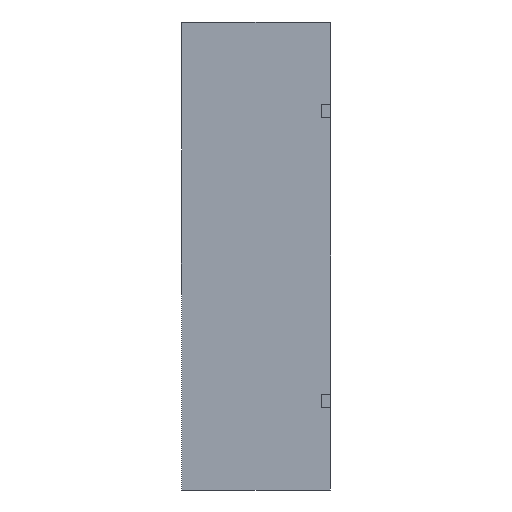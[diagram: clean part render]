
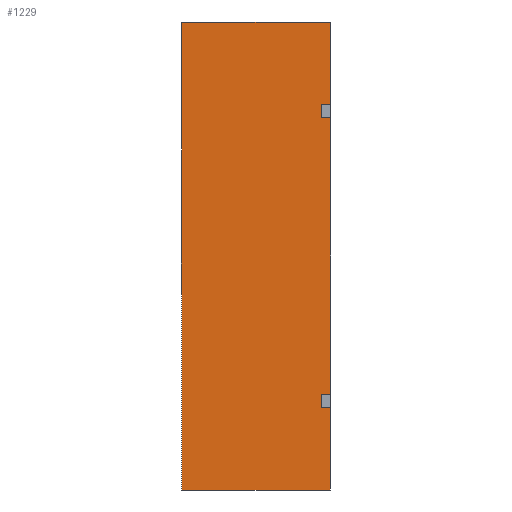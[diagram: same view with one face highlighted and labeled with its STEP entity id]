
A CAD part, left-side view. The second image highlights one B-rep face of the part: STEP entity #1229.
In plain terms, the highlighted planar face has unit normal (-1, 0, 0).
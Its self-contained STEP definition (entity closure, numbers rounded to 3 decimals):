
#95 = EDGE_CURVE ( 'NONE', #201, #1031, #1526, .T. ) ;
#132 = LINE ( 'NONE', #1413, #212 ) ;
#137 = CARTESIAN_POINT ( 'NONE',  ( 0., 0., 0. ) ) ;
#139 = EDGE_CURVE ( 'NONE', #818, #1317, #1971, .T. ) ;
#168 = CARTESIAN_POINT ( 'NONE',  ( 0., 0.115, -1.292 ) ) ;
#171 = CARTESIAN_POINT ( 'NONE',  ( 0., 0., 0. ) ) ;
#181 = DIRECTION ( 'NONE',  ( 0., -1., 0. ) ) ;
#192 = ORIENTED_EDGE ( 'NONE', *, *, #908, .F. ) ;
#201 = VERTEX_POINT ( 'NONE', #168 ) ;
#212 = VECTOR ( 'NONE', #2116, 1000. ) ;
#224 = DIRECTION ( 'NONE',  ( 0., -1., 0. ) ) ;
#225 = ORIENTED_EDGE ( 'NONE', *, *, #139, .F. ) ;
#304 = ORIENTED_EDGE ( 'NONE', *, *, #95, .T. ) ;
#325 = CARTESIAN_POINT ( 'NONE',  ( 0., 0., -1.292 ) ) ;
#330 = EDGE_CURVE ( 'NONE', #1031, #778, #2545, .T. ) ;
#474 = CARTESIAN_POINT ( 'NONE',  ( 0., 0.115, -1.105 ) ) ;
#523 = DIRECTION ( 'NONE',  ( 0., -1., 0. ) ) ;
#575 = LINE ( 'NONE', #3033, #2140 ) ;
#625 = CARTESIAN_POINT ( 'NONE',  ( 0., 2., 0. ) ) ;
#688 = VECTOR ( 'NONE', #523, 1000. ) ;
#757 = CARTESIAN_POINT ( 'NONE',  ( 0., 0.115, -1.105 ) ) ;
#769 = VECTOR ( 'NONE', #1787, 1000. ) ;
#778 = VERTEX_POINT ( 'NONE', #2120 ) ;
#779 = CARTESIAN_POINT ( 'NONE',  ( 0., 0., -6.3 ) ) ;
#804 = VECTOR ( 'NONE', #224, 1000. ) ;
#805 = EDGE_CURVE ( 'NONE', #818, #2935, #2276, .T. ) ;
#818 = VERTEX_POINT ( 'NONE', #1885 ) ;
#841 = CARTESIAN_POINT ( 'NONE',  ( 0., 2., 0. ) ) ;
#908 = EDGE_CURVE ( 'NONE', #2908, #2835, #1562, .T. ) ;
#956 = CARTESIAN_POINT ( 'NONE',  ( 0., 2., 0. ) ) ;
#975 = FACE_OUTER_BOUND ( 'NONE', #3093, .T. ) ;
#1028 = EDGE_CURVE ( 'NONE', #2108, #2094, #1440, .T. ) ;
#1031 = VERTEX_POINT ( 'NONE', #474 ) ;
#1036 = ORIENTED_EDGE ( 'NONE', *, *, #2655, .F. ) ;
#1046 = PLANE ( 'NONE',  #2881 ) ;
#1047 = ORIENTED_EDGE ( 'NONE', *, *, #805, .T. ) ;
#1070 = CARTESIAN_POINT ( 'NONE',  ( 0., 2., -6.3 ) ) ;
#1095 = CARTESIAN_POINT ( 'NONE',  ( 0., 0., -5.008 ) ) ;
#1116 = ORIENTED_EDGE ( 'NONE', *, *, #2236, .F. ) ;
#1138 = CARTESIAN_POINT ( 'NONE',  ( 0., 0.115, -5.195 ) ) ;
#1140 = DIRECTION ( 'NONE',  ( 0., -1., 0. ) ) ;
#1229 = ADVANCED_FACE ( 'NONE', ( #975 ), #1046, .F. ) ;
#1248 = EDGE_CURVE ( 'NONE', #2935, #3138, #2123, .T. ) ;
#1256 = VECTOR ( 'NONE', #1140, 1000. ) ;
#1276 = DIRECTION ( 'NONE',  ( 0., 0., 1. ) ) ;
#1317 = VERTEX_POINT ( 'NONE', #625 ) ;
#1327 = CARTESIAN_POINT ( 'NONE',  ( 0., 0., -5.195 ) ) ;
#1331 = VECTOR ( 'NONE', #2205, 1000. ) ;
#1394 = VERTEX_POINT ( 'NONE', #171 ) ;
#1412 = EDGE_CURVE ( 'NONE', #778, #1394, #132, .T. ) ;
#1413 = CARTESIAN_POINT ( 'NONE',  ( 0., 0., 0. ) ) ;
#1440 = LINE ( 'NONE', #2955, #1331 ) ;
#1463 = ORIENTED_EDGE ( 'NONE', *, *, #1412, .T. ) ;
#1486 = CARTESIAN_POINT ( 'NONE',  ( 0., -0.005, -5.195 ) ) ;
#1526 = LINE ( 'NONE', #757, #2093 ) ;
#1562 = LINE ( 'NONE', #1673, #2129 ) ;
#1673 = CARTESIAN_POINT ( 'NONE',  ( 0., 0.115, -5.195 ) ) ;
#1685 = ORIENTED_EDGE ( 'NONE', *, *, #330, .T. ) ;
#1714 = DIRECTION ( 'NONE',  ( 0., 0., -1. ) ) ;
#1727 = EDGE_CURVE ( 'NONE', #2094, #201, #2225, .T. ) ;
#1787 = DIRECTION ( 'NONE',  ( 0., 1., 0. ) ) ;
#1828 = VECTOR ( 'NONE', #181, 1000. ) ;
#1885 = CARTESIAN_POINT ( 'NONE',  ( 0., 2., -6.3 ) ) ;
#1971 = LINE ( 'NONE', #841, #3147 ) ;
#2059 = DIRECTION ( 'NONE',  ( 1., 0., 0. ) ) ;
#2071 = DIRECTION ( 'NONE',  ( 0., 0., -1. ) ) ;
#2092 = DIRECTION ( 'NONE',  ( 0., 0., 1. ) ) ;
#2093 = VECTOR ( 'NONE', #1276, 1000. ) ;
#2094 = VERTEX_POINT ( 'NONE', #325 ) ;
#2108 = VERTEX_POINT ( 'NONE', #1095 ) ;
#2116 = DIRECTION ( 'NONE',  ( 0., 0., 1. ) ) ;
#2119 = ORIENTED_EDGE ( 'NONE', *, *, #1727, .T. ) ;
#2120 = CARTESIAN_POINT ( 'NONE',  ( 0., 0., -1.105 ) ) ;
#2123 = LINE ( 'NONE', #137, #2499 ) ;
#2129 = VECTOR ( 'NONE', #1714, 1000. ) ;
#2140 = VECTOR ( 'NONE', #3053, 1000. ) ;
#2205 = DIRECTION ( 'NONE',  ( 0., 0., 1. ) ) ;
#2225 = LINE ( 'NONE', #3024, #769 ) ;
#2236 = EDGE_CURVE ( 'NONE', #1317, #1394, #2676, .T. ) ;
#2276 = LINE ( 'NONE', #1070, #1828 ) ;
#2325 = CARTESIAN_POINT ( 'NONE',  ( 0., 2., 0. ) ) ;
#2382 = ORIENTED_EDGE ( 'NONE', *, *, #1248, .T. ) ;
#2402 = EDGE_CURVE ( 'NONE', #2835, #3138, #2749, .T. ) ;
#2499 = VECTOR ( 'NONE', #2092, 1000. ) ;
#2545 = LINE ( 'NONE', #2613, #1256 ) ;
#2556 = DIRECTION ( 'NONE',  ( 0., 0., 1. ) ) ;
#2613 = CARTESIAN_POINT ( 'NONE',  ( 0., -0.005, -1.105 ) ) ;
#2639 = CARTESIAN_POINT ( 'NONE',  ( 0., 0.115, -5.008 ) ) ;
#2655 = EDGE_CURVE ( 'NONE', #2108, #2908, #575, .T. ) ;
#2676 = LINE ( 'NONE', #956, #804 ) ;
#2706 = ORIENTED_EDGE ( 'NONE', *, *, #2402, .F. ) ;
#2749 = LINE ( 'NONE', #1486, #688 ) ;
#2754 = ORIENTED_EDGE ( 'NONE', *, *, #1028, .T. ) ;
#2835 = VERTEX_POINT ( 'NONE', #1138 ) ;
#2881 = AXIS2_PLACEMENT_3D ( 'NONE', #2325, #2059, #2071 ) ;
#2908 = VERTEX_POINT ( 'NONE', #2639 ) ;
#2935 = VERTEX_POINT ( 'NONE', #779 ) ;
#2955 = CARTESIAN_POINT ( 'NONE',  ( 0., 0., 0. ) ) ;
#3024 = CARTESIAN_POINT ( 'NONE',  ( 0., -0.005, -1.292 ) ) ;
#3033 = CARTESIAN_POINT ( 'NONE',  ( 0., -0.005, -5.008 ) ) ;
#3053 = DIRECTION ( 'NONE',  ( 0., 1., 0. ) ) ;
#3093 = EDGE_LOOP ( 'NONE', ( #304, #1685, #1463, #1116, #225, #1047, #2382, #2706, #192, #1036, #2754, #2119 ) ) ;
#3138 = VERTEX_POINT ( 'NONE', #1327 ) ;
#3147 = VECTOR ( 'NONE', #2556, 1000. ) ;
